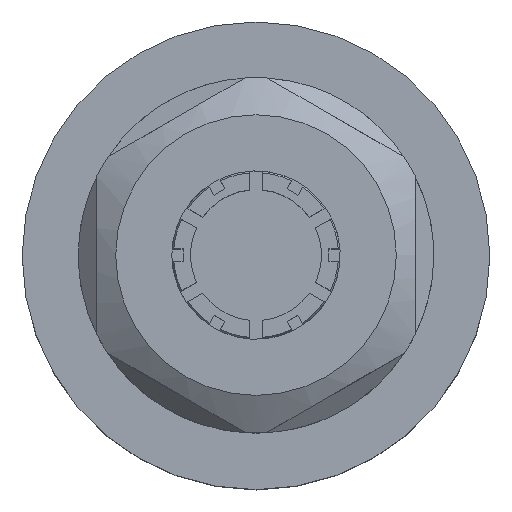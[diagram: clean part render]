
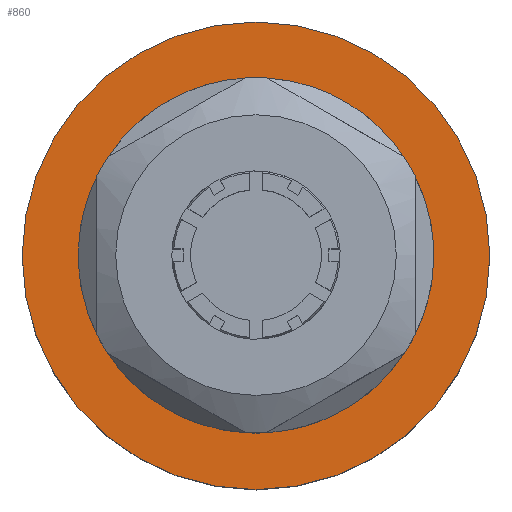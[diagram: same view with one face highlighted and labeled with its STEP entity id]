
A CAD part, top view. The second image highlights one B-rep face of the part: STEP entity #860.
In plain terms, the highlighted planar face has unit normal (0, 0, 1).
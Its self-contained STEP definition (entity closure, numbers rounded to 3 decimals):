
#280=PLANE('',#3429);
#860=ADVANCED_FACE('',(#1150,#1151),#280,.T.);
#1150=FACE_BOUND('',#1211,.T.);
#1151=FACE_BOUND('',#1212,.T.);
#1211=EDGE_LOOP('',(#1511));
#1212=EDGE_LOOP('',(#1512));
#1511=ORIENTED_EDGE('',*,*,#2817,.T.);
#1512=ORIENTED_EDGE('',*,*,#2819,.F.);
#2491=VERTEX_POINT('',#4988);
#2493=VERTEX_POINT('',#4993);
#2817=EDGE_CURVE('',#2491,#2491,#3255,.T.);
#2819=EDGE_CURVE('',#2493,#2493,#3257,.T.);
#3255=CIRCLE('',#3424,8.);
#3257=CIRCLE('',#3427,12.5);
#3424=AXIS2_PLACEMENT_3D('',#4987,#3863,#3864);
#3427=AXIS2_PLACEMENT_3D('',#4992,#3869,#3870);
#3429=AXIS2_PLACEMENT_3D('',#4995,#3873,#3874);
#3863=DIRECTION('',(0.,0.,-1.));
#3864=DIRECTION('',(0.,1.,0.));
#3869=DIRECTION('',(0.,0.,-1.));
#3870=DIRECTION('',(0.,1.,0.));
#3873=DIRECTION('',(0.,0.,1.));
#3874=DIRECTION('',(0.,1.,0.));
#4987=CARTESIAN_POINT('',(0.,0.,10.));
#4988=CARTESIAN_POINT('',(0.,8.,10.));
#4992=CARTESIAN_POINT('',(0.,0.,10.));
#4993=CARTESIAN_POINT('',(0.,12.5,10.));
#4995=CARTESIAN_POINT('',(-12.5,0.,10.));
